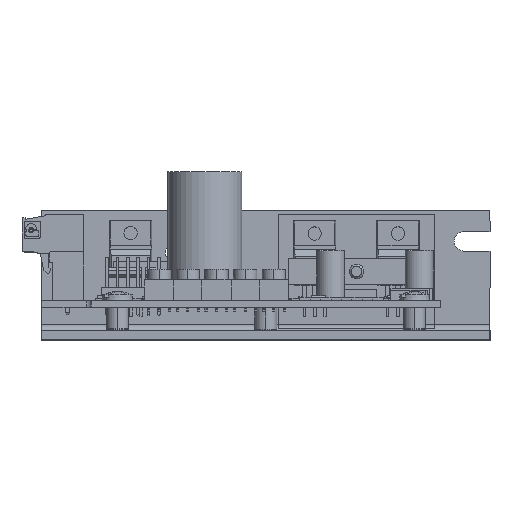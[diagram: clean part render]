
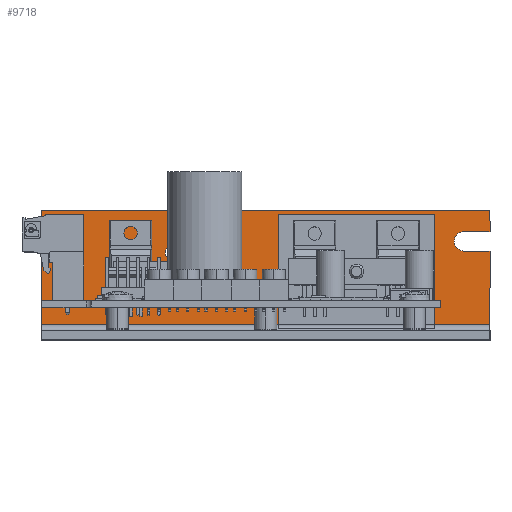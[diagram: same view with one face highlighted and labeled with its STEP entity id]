
A CAD part, top view. The second image highlights one B-rep face of the part: STEP entity #9718.
In plain terms, the highlighted planar face has unit normal (0, 0, 1).
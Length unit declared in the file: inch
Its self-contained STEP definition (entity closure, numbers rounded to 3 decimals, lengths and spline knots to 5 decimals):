
#9718 = ADVANCED_FACE ( 'NONE', ( #61045, #61052, #61035 ), #19979, .T. ) ;
#19781 = DIRECTION ( 'NONE',  ( 0., 0., 1. ) ) ;
#19864 = CARTESIAN_POINT ( 'NONE',  ( 2.15, 1.25, -1.73 ) ) ;
#19870 = DIRECTION ( 'NONE',  ( 0., -1., 0. ) ) ;
#19979 = PLANE ( 'NONE',  #68984 ) ;
#20318 = AXIS2_PLACEMENT_3D ( 'NONE', #89600, #89601, #89602 ) ;
#20325 = AXIS2_PLACEMENT_3D ( 'NONE', #89649, #89650, #89651 ) ;
#20342 = AXIS2_PLACEMENT_3D ( 'NONE', #89776, #89777, #89778 ) ;
#20368 = AXIS2_PLACEMENT_3D ( 'NONE', #89965, #89966, #89967 ) ;
#20369 = AXIS2_PLACEMENT_3D ( 'NONE', #89973, #89974, #89975 ) ;
#20374 = AXIS2_PLACEMENT_3D ( 'NONE', #90027, #90028, #90029 ) ;
#20378 = AXIS2_PLACEMENT_3D ( 'NONE', #90068, #90069, #90070 ) ;
#30380 = EDGE_LOOP ( 'NONE', ( #92068, #92067, #95947, #95893, #92046, #92043, #92012, #95895, #91877, #95901, #92041, #92044, #96047 ) ) ;
#30422 = EDGE_LOOP ( 'NONE', ( #95929, #95927 ) ) ;
#30800 = EDGE_LOOP ( 'NONE', ( #96095, #95965 ) ) ;
#50737 = CARTESIAN_POINT ( 'NONE',  ( 2.15, 1.044, -1.73 ) ) ;
#50817 = CARTESIAN_POINT ( 'NONE',  ( -1.806, 0.95, -1.73 ) ) ;
#50837 = CARTESIAN_POINT ( 'NONE',  ( -0.89, 0.91475, -1.73 ) ) ;
#50948 = CARTESIAN_POINT ( 'NONE',  ( 1.9, 0.856, -1.73 ) ) ;
#50973 = CARTESIAN_POINT ( 'NONE',  ( -2.15, 0.153, -1.73 ) ) ;
#50995 = CARTESIAN_POINT ( 'NONE',  ( -1.9, 1.044, -1.73 ) ) ;
#56036 = VERTEX_POINT ( 'NONE', #78222 ) ;
#56080 = VERTEX_POINT ( 'NONE', #78258 ) ;
#56181 = VERTEX_POINT ( 'NONE', #78348 ) ;
#56201 = VERTEX_POINT ( 'NONE', #78383 ) ;
#56404 = VERTEX_POINT ( 'NONE', #96422 ) ;
#56489 = VERTEX_POINT ( 'NONE', #96507 ) ;
#56506 = VERTEX_POINT ( 'NONE', #96524 ) ;
#56534 = VERTEX_POINT ( 'NONE', #96552 ) ;
#56551 = VERTEX_POINT ( 'NONE', #96578 ) ;
#56613 = VERTEX_POINT ( 'NONE', #96694 ) ;
#57358 = VERTEX_POINT ( 'NONE', #96746 ) ;
#61035 = FACE_OUTER_BOUND ( 'NONE', #30380, .T. ) ;
#61045 = FACE_BOUND ( 'NONE', #30800, .T. ) ;
#61052 = FACE_BOUND ( 'NONE', #30422, .T. ) ;
#63389 = CIRCLE ( 'NONE', #20318, 0.094 ) ;
#63404 = LINE ( 'NONE', #89603, #63411 ) ;
#63411 = VECTOR ( 'NONE', #89609, 39.37008 ) ;
#63419 = LINE ( 'NONE', #89618, #63425 ) ;
#63425 = VECTOR ( 'NONE', #89619, 39.37008 ) ;
#63441 = LINE ( 'NONE', #89626, #63445 ) ;
#63445 = VECTOR ( 'NONE', #89621, 39.37008 ) ;
#63451 = CIRCLE ( 'NONE', #20325, 0.07475 ) ;
#63473 = LINE ( 'NONE', #89647, #63483 ) ;
#63483 = VECTOR ( 'NONE', #89664, 39.37008 ) ;
#63621 = CIRCLE ( 'NONE', #20342, 0.07475 ) ;
#63645 = LINE ( 'NONE', #89816, #63655 ) ;
#63655 = VECTOR ( 'NONE', #89819, 39.37008 ) ;
#63668 = LINE ( 'NONE', #89855, #63673 ) ;
#63673 = VECTOR ( 'NONE', #89858, 39.37008 ) ;
#63678 = LINE ( 'NONE', #89861, #63679 ) ;
#63679 = VECTOR ( 'NONE', #89866, 39.37008 ) ;
#63722 = LINE ( 'NONE', #89957, #63726 ) ;
#63725 = CIRCLE ( 'NONE', #20368, 0.07475 ) ;
#63726 = VECTOR ( 'NONE', #89950, 39.37008 ) ;
#63736 = CIRCLE ( 'NONE', #20369, 0.094 ) ;
#63766 = VECTOR ( 'NONE', #90026, 39.37008 ) ;
#63767 = CIRCLE ( 'NONE', #20374, 0.094 ) ;
#63768 = LINE ( 'NONE', #90032, #63766 ) ;
#63770 = LINE ( 'NONE', #90021, #63771 ) ;
#63771 = VECTOR ( 'NONE', #90031, 39.37008 ) ;
#63790 = CIRCLE ( 'NONE', #20378, 0.07475 ) ;
#68984 = AXIS2_PLACEMENT_3D ( 'NONE', #19864, #19781, #19870 ) ;
#71557 = EDGE_CURVE ( 'NONE', #84500, #84678, #63389, .T. ) ;
#71561 = EDGE_CURVE ( 'NONE', #56613, #84656, #63404, .T. ) ;
#71565 = EDGE_CURVE ( 'NONE', #56181, #56080, #63419, .T. ) ;
#71571 = EDGE_CURVE ( 'NONE', #84678, #56181, #63441, .T. ) ;
#71578 = EDGE_CURVE ( 'NONE', #56036, #56534, #63451, .T. ) ;
#71584 = EDGE_CURVE ( 'NONE', #56201, #56613, #63473, .T. ) ;
#71635 = EDGE_CURVE ( 'NONE', #56506, #84520, #63621, .T. ) ;
#71662 = EDGE_CURVE ( 'NONE', #56201, #84631, #63645, .T. ) ;
#71692 = EDGE_CURVE ( 'NONE', #56404, #84420, #63668, .T. ) ;
#71697 = EDGE_CURVE ( 'NONE', #56489, #84420, #63678, .T. ) ;
#71763 = EDGE_CURVE ( 'NONE', #56080, #56489, #63722, .T. ) ;
#71767 = EDGE_CURVE ( 'NONE', #84520, #56506, #63725, .T. ) ;
#71774 = EDGE_CURVE ( 'NONE', #57358, #84500, #63736, .T. ) ;
#71817 = EDGE_CURVE ( 'NONE', #84631, #56404, #63767, .T. ) ;
#71819 = EDGE_CURVE ( 'NONE', #56551, #57358, #63770, .T. ) ;
#71821 = EDGE_CURVE ( 'NONE', #84656, #56551, #63768, .T. ) ;
#71849 = EDGE_CURVE ( 'NONE', #56534, #56036, #63790, .T. ) ;
#78222 = CARTESIAN_POINT ( 'NONE',  ( 0.87, 0.73475, -1.73 ) ) ;
#78258 = CARTESIAN_POINT ( 'NONE',  ( -2.15, 1.25, -1.73 ) ) ;
#78348 = CARTESIAN_POINT ( 'NONE',  ( -2.15, 1.044, -1.73 ) ) ;
#78383 = CARTESIAN_POINT ( 'NONE',  ( 2.15, 0.856, -1.73 ) ) ;
#84420 = VERTEX_POINT ( 'NONE', #50737 ) ;
#84500 = VERTEX_POINT ( 'NONE', #50817 ) ;
#84520 = VERTEX_POINT ( 'NONE', #50837 ) ;
#84631 = VERTEX_POINT ( 'NONE', #50948 ) ;
#84656 = VERTEX_POINT ( 'NONE', #50973 ) ;
#84678 = VERTEX_POINT ( 'NONE', #50995 ) ;
#89600 = CARTESIAN_POINT ( 'NONE',  ( -1.9, 0.95, -1.73 ) ) ;
#89601 = DIRECTION ( 'NONE',  ( 0., 0., 1. ) ) ;
#89602 = DIRECTION ( 'NONE',  ( 0., -1., 0. ) ) ;
#89603 = CARTESIAN_POINT ( 'NONE',  ( 2.15, 0.153, -1.73 ) ) ;
#89609 = DIRECTION ( 'NONE',  ( -1., 0., 0. ) ) ;
#89618 = CARTESIAN_POINT ( 'NONE',  ( -2.15, 1.25, -1.73 ) ) ;
#89619 = DIRECTION ( 'NONE',  ( 0., 1., 0. ) ) ;
#89621 = DIRECTION ( 'NONE',  ( -1., 0., 0. ) ) ;
#89626 = CARTESIAN_POINT ( 'NONE',  ( 2.15, 1.044, -1.73 ) ) ;
#89647 = CARTESIAN_POINT ( 'NONE',  ( 2.15, 0.09, -1.73 ) ) ;
#89649 = CARTESIAN_POINT ( 'NONE',  ( 0.87, 0.66, -1.73 ) ) ;
#89650 = DIRECTION ( 'NONE',  ( 0., 0., 1. ) ) ;
#89651 = DIRECTION ( 'NONE',  ( 0., -1., 0. ) ) ;
#89664 = DIRECTION ( 'NONE',  ( 0., -1., 0. ) ) ;
#89776 = CARTESIAN_POINT ( 'NONE',  ( -0.89, 0.84, -1.73 ) ) ;
#89777 = DIRECTION ( 'NONE',  ( 0., 0., 1. ) ) ;
#89778 = DIRECTION ( 'NONE',  ( 0., -1., 0. ) ) ;
#89816 = CARTESIAN_POINT ( 'NONE',  ( 2.15, 0.856, -1.73 ) ) ;
#89819 = DIRECTION ( 'NONE',  ( -1., 0., 0. ) ) ;
#89855 = CARTESIAN_POINT ( 'NONE',  ( 2.15, 1.044, -1.73 ) ) ;
#89858 = DIRECTION ( 'NONE',  ( 1., 0., 0. ) ) ;
#89861 = CARTESIAN_POINT ( 'NONE',  ( 2.15, 0.09, -1.73 ) ) ;
#89866 = DIRECTION ( 'NONE',  ( 0., -1., 0. ) ) ;
#89950 = DIRECTION ( 'NONE',  ( 1., 0., 0. ) ) ;
#89957 = CARTESIAN_POINT ( 'NONE',  ( 2.15, 1.25, -1.73 ) ) ;
#89965 = CARTESIAN_POINT ( 'NONE',  ( -0.89, 0.84, -1.73 ) ) ;
#89966 = DIRECTION ( 'NONE',  ( 0., 0., 1. ) ) ;
#89967 = DIRECTION ( 'NONE',  ( 0., -1., 0. ) ) ;
#89973 = CARTESIAN_POINT ( 'NONE',  ( -1.9, 0.95, -1.73 ) ) ;
#89974 = DIRECTION ( 'NONE',  ( 0., 0., 1. ) ) ;
#89975 = DIRECTION ( 'NONE',  ( 0., -1., 0. ) ) ;
#90021 = CARTESIAN_POINT ( 'NONE',  ( 2.15, 0.856, -1.73 ) ) ;
#90026 = DIRECTION ( 'NONE',  ( 0., 1., 0. ) ) ;
#90027 = CARTESIAN_POINT ( 'NONE',  ( 1.9, 0.95, -1.73 ) ) ;
#90028 = DIRECTION ( 'NONE',  ( 0., 0., -1. ) ) ;
#90029 = DIRECTION ( 'NONE',  ( 0., -1., 0. ) ) ;
#90031 = DIRECTION ( 'NONE',  ( 1., 0., 0. ) ) ;
#90032 = CARTESIAN_POINT ( 'NONE',  ( -2.15, 1.25, -1.73 ) ) ;
#90068 = CARTESIAN_POINT ( 'NONE',  ( 0.87, 0.66, -1.73 ) ) ;
#90069 = DIRECTION ( 'NONE',  ( 0., 0., 1. ) ) ;
#90070 = DIRECTION ( 'NONE',  ( 0., -1., 0. ) ) ;
#91877 = ORIENTED_EDGE ( 'NONE', *, *, #71819, .F. ) ;
#92012 = ORIENTED_EDGE ( 'NONE', *, *, #71557, .F. ) ;
#92041 = ORIENTED_EDGE ( 'NONE', *, *, #71561, .F. ) ;
#92043 = ORIENTED_EDGE ( 'NONE', *, *, #71571, .F. ) ;
#92044 = ORIENTED_EDGE ( 'NONE', *, *, #71584, .F. ) ;
#92046 = ORIENTED_EDGE ( 'NONE', *, *, #71565, .F. ) ;
#92067 = ORIENTED_EDGE ( 'NONE', *, *, #71692, .T. ) ;
#92068 = ORIENTED_EDGE ( 'NONE', *, *, #71817, .T. ) ;
#95893 = ORIENTED_EDGE ( 'NONE', *, *, #71763, .F. ) ;
#95895 = ORIENTED_EDGE ( 'NONE', *, *, #71774, .F. ) ;
#95901 = ORIENTED_EDGE ( 'NONE', *, *, #71821, .F. ) ;
#95927 = ORIENTED_EDGE ( 'NONE', *, *, #71849, .F. ) ;
#95929 = ORIENTED_EDGE ( 'NONE', *, *, #71578, .F. ) ;
#95947 = ORIENTED_EDGE ( 'NONE', *, *, #71697, .F. ) ;
#95965 = ORIENTED_EDGE ( 'NONE', *, *, #71635, .F. ) ;
#96047 = ORIENTED_EDGE ( 'NONE', *, *, #71662, .T. ) ;
#96095 = ORIENTED_EDGE ( 'NONE', *, *, #71767, .F. ) ;
#96422 = CARTESIAN_POINT ( 'NONE',  ( 1.9, 1.044, -1.73 ) ) ;
#96507 = CARTESIAN_POINT ( 'NONE',  ( 2.15, 1.25, -1.73 ) ) ;
#96524 = CARTESIAN_POINT ( 'NONE',  ( -0.89, 0.76525, -1.73 ) ) ;
#96552 = CARTESIAN_POINT ( 'NONE',  ( 0.87, 0.58525, -1.73 ) ) ;
#96578 = CARTESIAN_POINT ( 'NONE',  ( -2.15, 0.856, -1.73 ) ) ;
#96694 = CARTESIAN_POINT ( 'NONE',  ( 2.15, 0.153, -1.73 ) ) ;
#96746 = CARTESIAN_POINT ( 'NONE',  ( -1.9, 0.856, -1.73 ) ) ;
